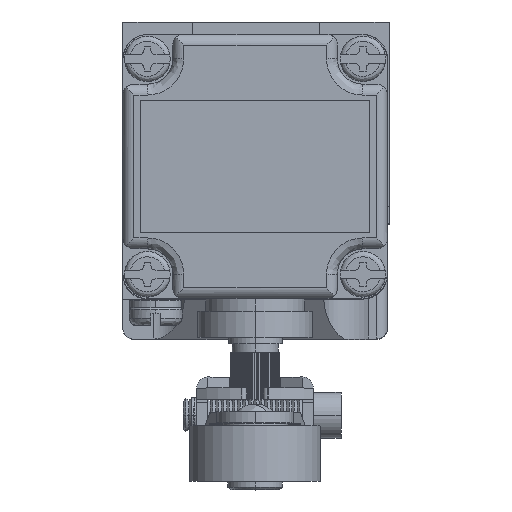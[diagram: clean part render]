
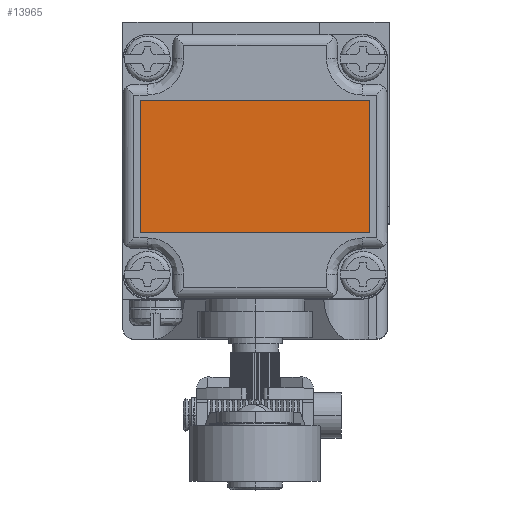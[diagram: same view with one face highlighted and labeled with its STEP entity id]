
A CAD part, top view. The second image highlights one B-rep face of the part: STEP entity #13965.
In plain terms, the highlighted planar face has unit normal (0, 0, 1).
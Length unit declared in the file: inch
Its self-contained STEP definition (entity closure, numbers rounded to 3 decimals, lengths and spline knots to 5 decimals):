
#17458 = CARTESIAN_POINT ( 'NONE',  ( -2.62567, 1.6537, 2.06581 ) ) ;
#17972 = LINE ( 'NONE', #17973, #17974 ) ;
#17973 = CARTESIAN_POINT ( 'NONE',  ( -1.31567, 1.6537, 2.06581 ) ) ;
#17974 = VECTOR ( 'NONE', #17975, 39.37008 ) ;
#17975 = DIRECTION ( 'NONE',  ( -1., 0., 0. ) ) ;
#19324 = CARTESIAN_POINT ( 'NONE',  ( -1.31567, 1.6537, 2.06581 ) ) ;
#19886 = LINE ( 'NONE', #19887, #19909 ) ;
#19887 = CARTESIAN_POINT ( 'NONE',  ( -1.31567, 0.9037, 2.06581 ) ) ;
#19909 = VECTOR ( 'NONE', #19910, 39.37008 ) ;
#19910 = DIRECTION ( 'NONE',  ( 0., 1., 0. ) ) ;
#21618 = EDGE_CURVE ( 'NONE', #23658, #12033, #16011, .T. ) ;
#5705 = CARTESIAN_POINT ( 'NONE',  ( -1.31567, 0.9037, 2.06581 ) ) ;
#5988 = CARTESIAN_POINT ( 'NONE',  ( -2.62567, 0.9037, 2.06581 ) ) ;
#22470 = ORIENTED_EDGE ( 'NONE', *, *, #21618, .T. ) ;
#6264 = LINE ( 'NONE', #6265, #6270 ) ;
#6265 = CARTESIAN_POINT ( 'NONE',  ( -2.62567, 0.9037, 2.06581 ) ) ;
#6270 = VECTOR ( 'NONE', #6271, 39.37008 ) ;
#6271 = DIRECTION ( 'NONE',  ( 1., 0., 0. ) ) ;
#23658 = VERTEX_POINT ( 'NONE', #17458 ) ;
#24168 = EDGE_CURVE ( 'NONE', #26210, #23658, #17972, .T. ) ;
#8151 = FACE_OUTER_BOUND ( 'NONE', #13619, .T. ) ;
#8152 = PLANE ( 'NONE',  #8153 ) ;
#8153 = AXIS2_PLACEMENT_3D ( 'NONE', #8154, #8155, #8170 ) ;
#8154 = CARTESIAN_POINT ( 'NONE',  ( -1.97067, 1.2787, 2.06581 ) ) ;
#8155 = DIRECTION ( 'NONE',  ( 0., 0., -1. ) ) ;
#8170 = DIRECTION ( 'NONE',  ( 0., 1., 0. ) ) ;
#25021 = ORIENTED_EDGE ( 'NONE', *, *, #24168, .T. ) ;
#26210 = VERTEX_POINT ( 'NONE', #19324 ) ;
#26716 = EDGE_CURVE ( 'NONE', #11720, #26210, #19886, .T. ) ;
#27478 = ORIENTED_EDGE ( 'NONE', *, *, #26716, .T. ) ;
#11720 = VERTEX_POINT ( 'NONE', #5705 ) ;
#12033 = VERTEX_POINT ( 'NONE', #5988 ) ;
#12338 = EDGE_CURVE ( 'NONE', #12033, #11720, #6264, .T. ) ;
#12875 = ORIENTED_EDGE ( 'NONE', *, *, #12338, .T. ) ;
#13619 = EDGE_LOOP ( 'NONE', ( #12875, #27478, #25021, #22470 ) ) ;
#13965 = ADVANCED_FACE ( 'NONE', ( #8151 ), #8152, .F. ) ;
#16011 = LINE ( 'NONE', #16012, #16013 ) ;
#16012 = CARTESIAN_POINT ( 'NONE',  ( -2.62567, 1.6537, 2.06581 ) ) ;
#16013 = VECTOR ( 'NONE', #16014, 39.37008 ) ;
#16014 = DIRECTION ( 'NONE',  ( 0., -1., 0. ) ) ;
